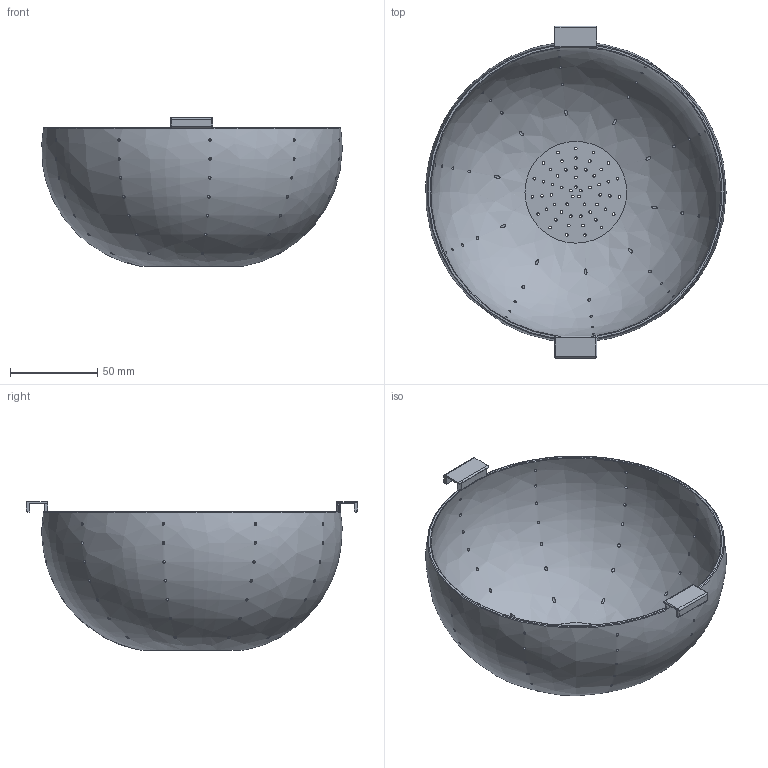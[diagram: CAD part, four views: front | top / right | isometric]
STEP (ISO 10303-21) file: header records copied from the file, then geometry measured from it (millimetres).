
FILE_DESCRIPTION(/* description */ (''),/* implementation_level */ '2;1');
FILE_NAME(/* name */ 'strainer.step',/* time_stamp */ '2022-03-02T12:29:47-08:00',/* author */ (''),/* organization */ (''),/* preprocessor_version */ 'ST-DEVELOPER v18.1',/* originating_system */ 'Autodesk Translation Framework v10.10.0.1391',/* authorisation */ '');
FILE_SCHEMA (('AUTOMOTIVE_DESIGN { 1 0 10303 214 3 1 1 }'));
Length unit declared in the file: millimetre
Products named in the file (1): strainerv2
Bounding box: 171.81 x 189.91 x 85.15 mm (x, y, z)
Volume: 94722.6 mm3; surface area: 99091.3 mm2
Topology: 1 solids, 1 shells, 186 faces, 676 edges, 492 vertices
Faces by surface type: cylinder 146, plane 30, bspline 8, torus 2
Full cylindrical faces by diameter (mm): 1.5 x125
Entity records: 17415 total; most frequent: CARTESIAN_POINT 11481, ORIENTED_EDGE 1352, DIRECTION 910, EDGE_CURVE 676, VERTEX_POINT 492, EDGE_LOOP 436, AXIS2_PLACEMENT_3D 354, B_SPLINE_CURVE_WITH_KNOTS 298
